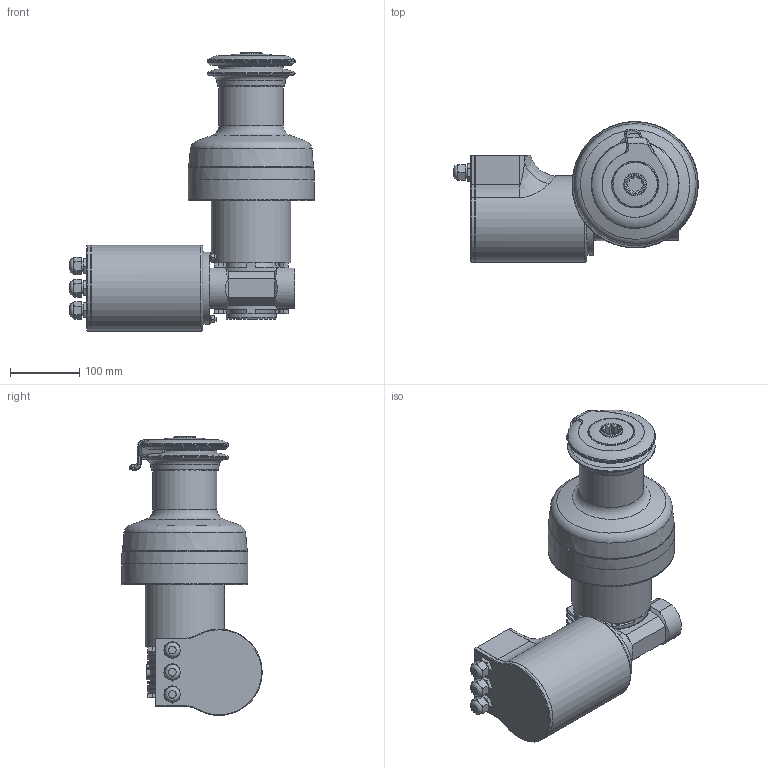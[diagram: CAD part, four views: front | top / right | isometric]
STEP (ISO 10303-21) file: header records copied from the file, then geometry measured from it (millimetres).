
FILE_DESCRIPTION(/* description */ (''),/* implementation_level */ '2;1');
FILE_NAME(/* name */ 'XT48_ELH.stp',/* time_stamp */ '2016-03-25T15:06:11+01:00',/* author */ ('gianni'),/* organization */ (''),/* preprocessor_version */ 'ST-DEVELOPER v16.1',/* originating_system */ 'Autodesk Inventor 2016',/* authorisation */ '');
FILE_SCHEMA (('AUTOMOTIVE_DESIGN { 1 0 10303 214 3 1 1 }'));
Length unit declared in the file: millimetre
Products named in the file (1): XT48 ELH
Bounding box: 353.41 x 203.21 x 403.4 mm (x, y, z)
Volume: 7525313.8 mm3; surface area: 381645.4 mm2
Topology: 1 solids, 1 shells, 810 faces, 2056 edges, 1220 vertices
Faces by surface type: cylinder 273, plane 271, torus 102, sphere 64, bspline 58, cone 42
Full cylindrical faces by diameter (mm): 6 x2, 8.5 x6, 12 x2, 17.5 x3, 22 x4, 31.72 x1, 32.2 x1, 72 x1, 93 x2, 94 x1, 105 x1, 107 x2, 115 x1, 125 x1, 127 x3, 182.4 x1, 182.43 x1
Entity records: 27497 total; most frequent: CARTESIAN_POINT 9006, DIRECTION 3948, ORIENTED_EDGE 3812, EDGE_CURVE 1906, AXIS2_PLACEMENT_3D 1621, VERTEX_POINT 1199, EDGE_LOOP 917, CIRCLE 842
